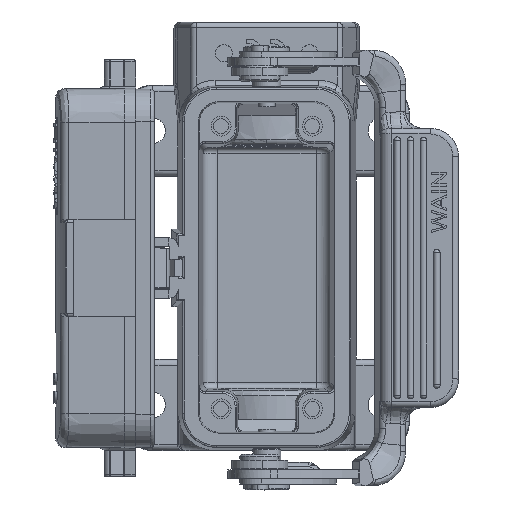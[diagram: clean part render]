
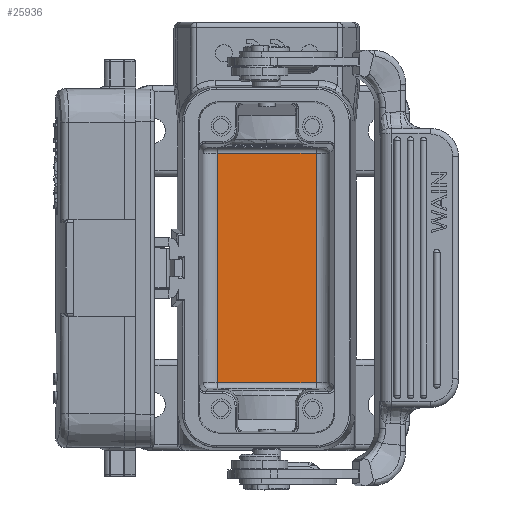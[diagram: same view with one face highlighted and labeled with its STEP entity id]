
A CAD part, top view. The second image highlights one B-rep face of the part: STEP entity #25936.
In plain terms, the highlighted planar face has unit normal (0, 0, 1).
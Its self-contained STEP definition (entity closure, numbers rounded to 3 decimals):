
#1797=CARTESIAN_POINT('',(-26.21,20.285,
-46.329));
#1799=DIRECTION('',(0.,-1.,0.));
#1800=VECTOR('',#1799,40.18);
#1801=CARTESIAN_POINT('',(-26.21,20.285,
-46.329));
#1802=LINE('',#1801,#1800);
#1825=DIRECTION('',(-1.,0.,0.));
#1826=VECTOR('',#1825,17.311);
#1827=CARTESIAN_POINT('',(-8.899,20.288,
-46.329));
#1828=LINE('',#1827,#1826);
#6271=DIRECTION('',(0.,1.,0.));
#6272=VECTOR('',#6271,40.183);
#6273=CARTESIAN_POINT('',(-8.899,-19.895,
-46.329));
#6274=LINE('',#6273,#6272);
#6455=DIRECTION('',(1.,0.,0.));
#6456=VECTOR('',#6455,17.311);
#6457=CARTESIAN_POINT('',(-26.21,-19.895,
-46.329));
#6458=LINE('',#6457,#6456);
#19690=VERTEX_POINT('',#1797);
#19691=CARTESIAN_POINT('',(-26.21,-19.895,
-46.329));
#19692=VERTEX_POINT('',#19691);
#19694=CARTESIAN_POINT('',(-8.899,20.288,
-46.329));
#19695=VERTEX_POINT('',#19694);
#19696=CARTESIAN_POINT('',(-8.899,-19.895,
-46.329));
#19697=VERTEX_POINT('',#19696);
#25922=CARTESIAN_POINT('',(-17.554,0.197,
-46.329));
#25923=DIRECTION('',(0.,0.,1.));
#25924=DIRECTION('',(1.,0.,0.));
#25925=AXIS2_PLACEMENT_3D('',#25922,#25923,#25924);
#25926=PLANE('',#25925);
#25927=ORIENTED_EDGE('',*,*,#25913,.F.);
#25929=ORIENTED_EDGE('',*,*,#25928,.F.);
#25931=ORIENTED_EDGE('',*,*,#25930,.F.);
#25933=ORIENTED_EDGE('',*,*,#25932,.F.);
#25934=EDGE_LOOP('',(#25927,#25929,#25931,#25933));
#25935=FACE_OUTER_BOUND('',#25934,.F.);
#25936=ADVANCED_FACE('',(#25935),#25926,.T.);
#25913=EDGE_CURVE('',#19690,#19692,#1802,.T.);
#25928=EDGE_CURVE('',#19695,#19690,#1828,.T.);
#25930=EDGE_CURVE('',#19697,#19695,#6274,.T.);
#25932=EDGE_CURVE('',#19692,#19697,#6458,.T.);
